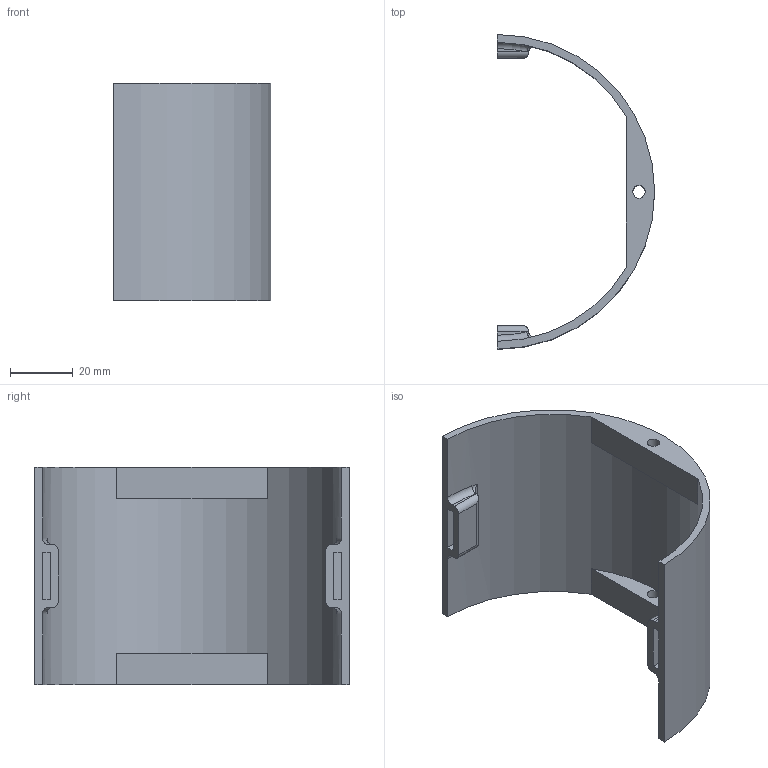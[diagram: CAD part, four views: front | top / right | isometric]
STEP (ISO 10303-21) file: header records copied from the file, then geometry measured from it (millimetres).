
FILE_DESCRIPTION(/* description */ (''),/* implementation_level */ '2;1');
FILE_NAME(/* name */ 'side_cover.step',/* time_stamp */ '2021-11-13T00:21:44+01:00',/* author */ (''),/* organization */ (''),/* preprocessor_version */ 'ST-DEVELOPER v18.1',/* originating_system */ 'Autodesk Translation Framework v10.10.0.1391',/* authorisation */ '');
FILE_SCHEMA (('AUTOMOTIVE_DESIGN { 1 0 10303 214 3 1 1 }'));
Length unit declared in the file: millimetre
Products named in the file (1): Side cover
Bounding box: 50 x 100 x 69 mm (x, y, z)
Volume: 31873.6 mm3; surface area: 23987 mm2
Topology: 1 solids, 1 shells, 46 faces, 122 edges, 80 vertices
Faces by surface type: plane 26, cylinder 12, torus 4, bspline 4
Full cylindrical faces by diameter (mm): 4 x2
Entity records: 1599 total; most frequent: CARTESIAN_POINT 429, ORIENTED_EDGE 244, DIRECTION 224, EDGE_CURVE 122, VERTEX_POINT 80, AXIS2_PLACEMENT_3D 79, LINE 66, VECTOR 66
